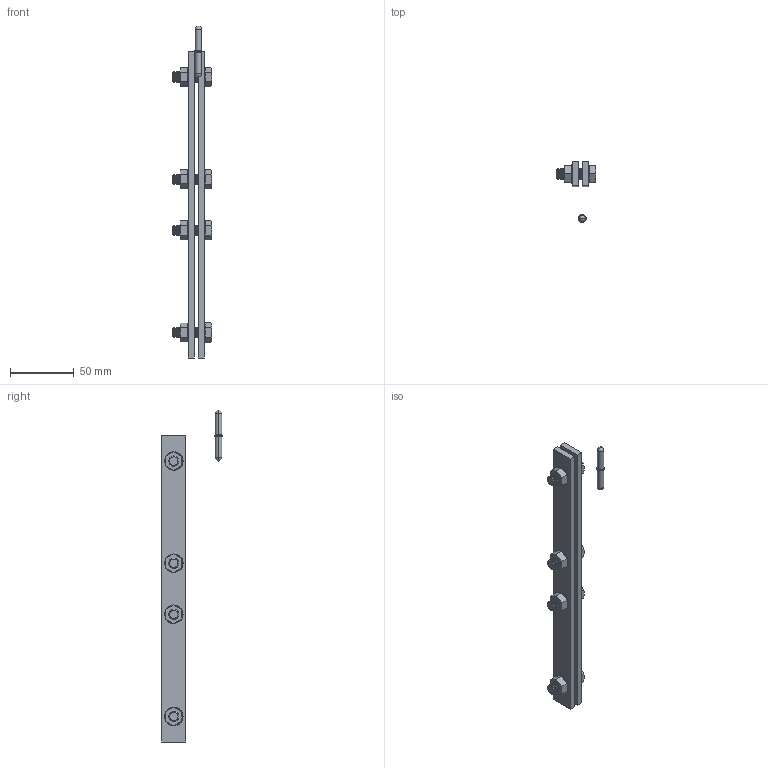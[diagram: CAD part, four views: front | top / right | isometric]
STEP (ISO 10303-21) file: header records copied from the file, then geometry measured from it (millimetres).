
FILE_DESCRIPTION (( 'STEP AP203' ), '1' );
FILE_NAME ('T85070.STEP', '2018-09-21T15:16:03', ( '' ), ( '' ), 'SwSTEP 2.0', 'SolidWorks 2016', '' );
FILE_SCHEMA (( 'CONFIG_CONTROL_DESIGN' ));
Length unit declared in the file: millimetre
Products named in the file (6): S2907; T85070; F936; Hex Bolt_ISO 4016 - M8 x 25 x 25-WS; TH1271; TH1270
Assembly tree (12 placements, depth 2):
  T85070
    TH1270  x2
    F936  x4
    Hex Bolt_ISO 4016 - M8 x 25 x 25-WS  x4
    TH1271
    S2907
Bounding box: 30.68 x 47.52 x 260 mm (x, y, z)
Volume: 52489.3 mm3; surface area: 32458.7 mm2
Topology: 12 solids, 12 shells, 1010 faces, 2636 edges, 1650 vertices
Faces by surface type: cylinder 464, cone 336, plane 202, sphere 4, torus 4
Entity records: 9233 total; most frequent: DIRECTION 1659, CARTESIAN_POINT 1480, ORIENTED_EDGE 1386, AXIS2_PLACEMENT_3D 693, EDGE_CURVE 693, VERTEX_POINT 434, CIRCLE 408, EDGE_LOOP 281
